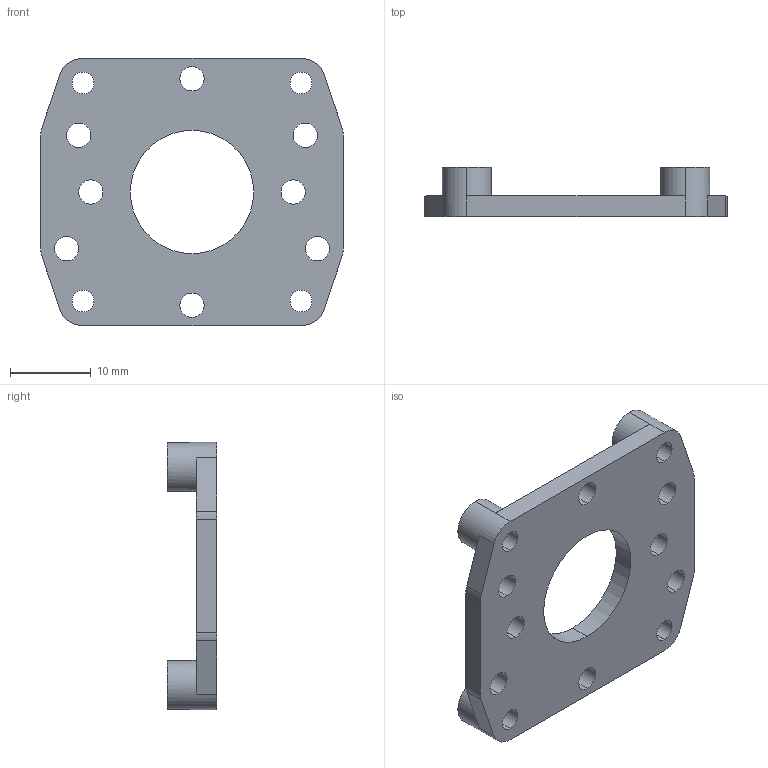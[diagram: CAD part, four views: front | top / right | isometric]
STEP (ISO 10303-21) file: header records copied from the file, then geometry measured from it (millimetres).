
FILE_DESCRIPTION (( 'STEP AP203' ), '1' );
FILE_NAME ('555128.STEP', '2014-07-11T18:48:05', ( 'Kyle' ), ( 'Microsoft' ), 'SwSTEP 2.0', 'SolidWorks 2014', '' );
FILE_SCHEMA (( 'CONFIG_CONTROL_DESIGN' ));
Length unit declared in the file: inch
Products named in the file (1): 555128
Bounding box: 37.36 x 6.1 x 33.02 mm (x, y, z)
Volume: 2651.6 mm3; surface area: 2945 mm2
Topology: 1 solids, 1 shells, 52 faces, 150 edges, 100 vertices
Faces by surface type: cylinder 38, plane 14
Entity records: 1889 total; most frequent: DIRECTION 332, CARTESIAN_POINT 315, ORIENTED_EDGE 300, EDGE_CURVE 150, AXIS2_PLACEMENT_3D 133, VERTEX_POINT 100, CIRCLE 80, EDGE_LOOP 78
